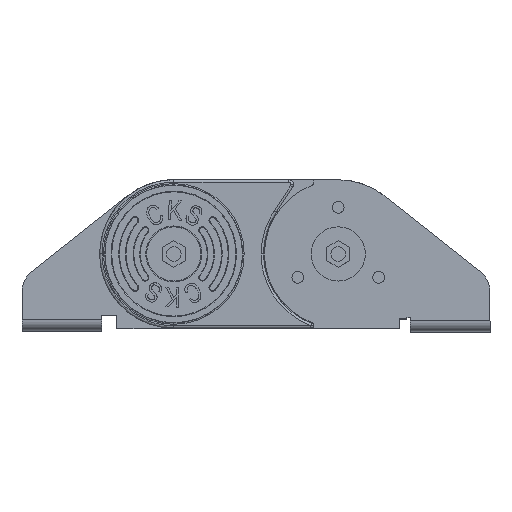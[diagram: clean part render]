
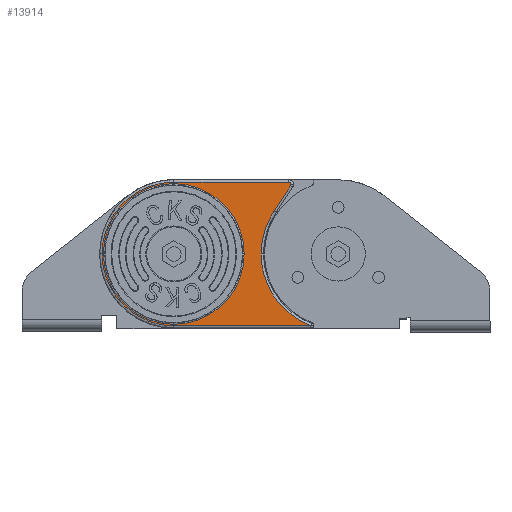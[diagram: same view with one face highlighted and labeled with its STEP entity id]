
A CAD part, top view. The second image highlights one B-rep face of the part: STEP entity #13914.
In plain terms, the highlighted planar face has unit normal (0, 0, 1).
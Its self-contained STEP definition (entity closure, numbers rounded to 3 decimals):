
#696 = CARTESIAN_POINT ( 'NONE',  ( -41.872, -39.593, -18.955 ) ) ;
#1066 = VECTOR ( 'NONE', #42488, 1000. ) ;
#1963 = CARTESIAN_POINT ( 'NONE',  ( 5.074, 8.973, -18.955 ) ) ;
#2178 = VERTEX_POINT ( 'NONE', #35574 ) ;
#3735 = CARTESIAN_POINT ( 'NONE',  ( 21.633, 39.278, -18.955 ) ) ;
#3796 = ORIENTED_EDGE ( 'NONE', *, *, #15139, .T. ) ;
#4227 = CARTESIAN_POINT ( 'NONE',  ( -41.872, -40.929, -18.955 ) ) ;
#5710 = LINE ( 'NONE', #27607, #43119 ) ;
#5903 = VERTEX_POINT ( 'NONE', #32840 ) ;
#6157 = CIRCLE ( 'NONE', #50385, 38.94 ) ;
#7782 = FACE_BOUND ( 'NONE', #14872, .T. ) ;
#7983 = PLANE ( 'NONE',  #16571 ) ;
#8682 =( BOUNDED_CURVE ( )  B_SPLINE_CURVE ( 3, ( #29928, #29428, #49295, #36939 ),
 .UNSPECIFIED., .F., .T. ) 
 B_SPLINE_CURVE_WITH_KNOTS ( ( 4, 4 ),
 ( 0., 0.287 ),
 .UNSPECIFIED. ) 
 CURVE ( )  GEOMETRIC_REPRESENTATION_ITEM ( )  RATIONAL_B_SPLINE_CURVE ( ( 1., 0.9, 0.828, 0.786 ) ) 
 REPRESENTATION_ITEM ( '' )  );
#9308 =( BOUNDED_CURVE ( )  B_SPLINE_CURVE ( 3, ( #45005, #1963, #45165, #37581 ),
 .UNSPECIFIED., .F., .F. ) 
 B_SPLINE_CURVE_WITH_KNOTS ( ( 4, 4 ),
 ( 0.659, 1. ),
 .UNSPECIFIED. ) 
 CURVE ( )  GEOMETRIC_REPRESENTATION_ITEM ( )  RATIONAL_B_SPLINE_CURVE ( ( 0.827, 0.855, 0.913, 1. ) ) 
 REPRESENTATION_ITEM ( '' )  );
#9671 = LINE ( 'NONE', #42326, #1066 ) ;
#9693 = EDGE_CURVE ( 'NONE', #13709, #15694, #9308, .T. ) ;
#10426 = ORIENTED_EDGE ( 'NONE', *, *, #10684, .T. ) ;
#10625 = CARTESIAN_POINT ( 'NONE',  ( -43.256, 39.787, -18.955 ) ) ;
#10684 = EDGE_CURVE ( 'NONE', #2178, #37232, #8682, .T. ) ;
#11776 = VERTEX_POINT ( 'NONE', #44933 ) ;
#12693 = EDGE_CURVE ( 'NONE', #11776, #34517, #23732, .T. ) ;
#13011 = DIRECTION ( 'NONE',  ( 1., 0., 0. ) ) ;
#13487 = ORIENTED_EDGE ( 'NONE', *, *, #12693, .T. ) ;
#13709 = VERTEX_POINT ( 'NONE', #38123 ) ;
#13872 = CARTESIAN_POINT ( 'NONE',  ( -82.946, -26.363, -18.955 ) ) ;
#13914 = ADVANCED_FACE ( 'NONE', ( #26151, #7782 ), #7983, .F. ) ;
#13989 = CARTESIAN_POINT ( 'NONE',  ( 32.677, -39.593, -18.955 ) ) ;
#14055 = ORIENTED_EDGE ( 'NONE', *, *, #16725, .T. ) ;
#14872 = EDGE_LOOP ( 'NONE', ( #3796, #36400 ) ) ;
#15081 = VERTEX_POINT ( 'NONE', #35117 ) ;
#15105 = DIRECTION ( 'NONE',  ( 0., 0., -1. ) ) ;
#15139 = EDGE_CURVE ( 'NONE', #15081, #5903, #40137, .T. ) ;
#15162 = ORIENTED_EDGE ( 'NONE', *, *, #19963, .T. ) ;
#15694 = VERTEX_POINT ( 'NONE', #47622 ) ;
#16361 = ORIENTED_EDGE ( 'NONE', *, *, #30827, .T. ) ;
#16488 = DIRECTION ( 'NONE',  ( -1., 0., 0. ) ) ;
#16571 = AXIS2_PLACEMENT_3D ( 'NONE', #4227, #47374, #16488 ) ;
#16599 = EDGE_LOOP ( 'NONE', ( #16361, #18972, #26306, #15162, #10426, #39370, #14055, #46665, #13487 ) ) ;
#16725 = EDGE_CURVE ( 'NONE', #42658, #38036, #5710, .T. ) ;
#16743 = DIRECTION ( 'NONE',  ( 0., 0., -1. ) ) ;
#16823 = CARTESIAN_POINT ( 'NONE',  ( -43.256, -39.593, -18.955 ) ) ;
#17708 = CARTESIAN_POINT ( 'NONE',  ( 16.145, -33.456, -18.955 ) ) ;
#17964 = CARTESIAN_POINT ( 'NONE',  ( -63.101, -39.593, -18.955 ) ) ;
#18972 = ORIENTED_EDGE ( 'NONE', *, *, #28281, .T. ) ;
#19124 = CARTESIAN_POINT ( 'NONE',  ( 21.046, 39.787, -18.955 ) ) ;
#19963 = EDGE_CURVE ( 'NONE', #15694, #2178, #9671, .T. ) ;
#20492 =( BOUNDED_CURVE ( )  B_SPLINE_CURVE ( 3, ( #30437, #3735, #19124, #46562 ),
 .UNSPECIFIED., .F., .F. ) 
 B_SPLINE_CURVE_WITH_KNOTS ( ( 4, 4 ),
 ( 0.287, 1. ),
 .UNSPECIFIED. ) 
 CURVE ( )  GEOMETRIC_REPRESENTATION_ITEM ( )  RATIONAL_B_SPLINE_CURVE ( ( 0.786, 0.68, 0.751, 1. ) ) 
 REPRESENTATION_ITEM ( '' )  );
#22002 = CARTESIAN_POINT ( 'NONE',  ( 32.677, -39.593, -18.955 ) ) ;
#22427 = CARTESIAN_POINT ( 'NONE',  ( -82.946, 26.557, -18.955 ) ) ;
#23732 =( BOUNDED_CURVE ( )  B_SPLINE_CURVE ( 3, ( #41465, #13872, #17964, #45259 ),
 .UNSPECIFIED., .F., .F. ) 
 B_SPLINE_CURVE_WITH_KNOTS ( ( 4, 4 ),
 ( 0.5, 1. ),
 .UNSPECIFIED. ) 
 CURVE ( )  GEOMETRIC_REPRESENTATION_ITEM ( )  RATIONAL_B_SPLINE_CURVE ( ( 0.5, 0.5, 0.667, 1. ) ) 
 REPRESENTATION_ITEM ( '' )  );
#24013 = DIRECTION ( 'NONE',  ( -1., 0., 0. ) ) ;
#24054 = CARTESIAN_POINT ( 'NONE',  ( 20.31, 39.787, -18.955 ) ) ;
#26151 = FACE_OUTER_BOUND ( 'NONE', #16599, .T. ) ;
#26306 = ORIENTED_EDGE ( 'NONE', *, *, #9693, .T. ) ;
#27607 = CARTESIAN_POINT ( 'NONE',  ( -41.872, 39.787, -18.955 ) ) ;
#28281 = EDGE_CURVE ( 'NONE', #50262, #13709, #42841, .T. ) ;
#29428 = CARTESIAN_POINT ( 'NONE',  ( 21.554, 37.95, -18.955 ) ) ;
#29928 = CARTESIAN_POINT ( 'NONE',  ( 21.419, 37.742, -18.955 ) ) ;
#30437 = CARTESIAN_POINT ( 'NONE',  ( 21.633, 38.464, -18.955 ) ) ;
#30751 = AXIS2_PLACEMENT_3D ( 'NONE', #50241, #15105, #34497 ) ;
#30827 = EDGE_CURVE ( 'NONE', #34517, #50262, #40095, .T. ) ;
#32840 = CARTESIAN_POINT ( 'NONE',  ( -4.315, 0.097, -18.955 ) ) ;
#34497 = DIRECTION ( 'NONE',  ( 0., 1., 0. ) ) ;
#34517 = VERTEX_POINT ( 'NONE', #16823 ) ;
#35117 = CARTESIAN_POINT ( 'NONE',  ( -82.196, 0.097, -18.955 ) ) ;
#35574 = CARTESIAN_POINT ( 'NONE',  ( 21.419, 37.742, -18.955 ) ) ;
#36400 = ORIENTED_EDGE ( 'NONE', *, *, #40976, .T. ) ;
#36762 = CARTESIAN_POINT ( 'NONE',  ( -43.256, 0.097, -18.955 ) ) ;
#36939 = CARTESIAN_POINT ( 'NONE',  ( 21.633, 38.464, -18.955 ) ) ;
#37232 = VERTEX_POINT ( 'NONE', #40252 ) ;
#37581 = CARTESIAN_POINT ( 'NONE',  ( 12.472, 24.008, -18.955 ) ) ;
#37623 = VECTOR ( 'NONE', #13011, 1000. ) ;
#37674 = CARTESIAN_POINT ( 'NONE',  ( -63.101, 39.787, -18.955 ) ) ;
#38036 = VERTEX_POINT ( 'NONE', #41695 ) ;
#38123 = CARTESIAN_POINT ( 'NONE',  ( 5.074, 0.097, -18.955 ) ) ;
#39370 = ORIENTED_EDGE ( 'NONE', *, *, #40365, .T. ) ;
#40095 = LINE ( 'NONE', #696, #37623 ) ;
#40137 = CIRCLE ( 'NONE', #30751, 38.94 ) ;
#40252 = CARTESIAN_POINT ( 'NONE',  ( 21.633, 38.464, -18.955 ) ) ;
#40365 = EDGE_CURVE ( 'NONE', #37232, #42658, #20492, .T. ) ;
#40976 = EDGE_CURVE ( 'NONE', #5903, #15081, #6157, .T. ) ;
#41257 = DIRECTION ( 'NONE',  ( 0., 1., 0. ) ) ;
#41465 = CARTESIAN_POINT ( 'NONE',  ( -82.946, 0.097, -18.955 ) ) ;
#41489 =( BOUNDED_CURVE ( )  B_SPLINE_CURVE ( 3, ( #10625, #37674, #22427, #49339 ),
 .UNSPECIFIED., .F., .F. ) 
 B_SPLINE_CURVE_WITH_KNOTS ( ( 4, 4 ),
 ( 0., 0.5 ),
 .UNSPECIFIED. ) 
 CURVE ( )  GEOMETRIC_REPRESENTATION_ITEM ( )  RATIONAL_B_SPLINE_CURVE ( ( 1., 0.667, 0.5, 0.5 ) ) 
 REPRESENTATION_ITEM ( '' )  );
#41695 = CARTESIAN_POINT ( 'NONE',  ( -43.256, 39.787, -18.955 ) ) ;
#42326 = CARTESIAN_POINT ( 'NONE',  ( -33.417, -46.437, -18.955 ) ) ;
#42488 = DIRECTION ( 'NONE',  ( 0.546, 0.838, 0. ) ) ;
#42658 = VERTEX_POINT ( 'NONE', #24054 ) ;
#42841 =( BOUNDED_CURVE ( )  B_SPLINE_CURVE ( 3, ( #22002, #17708, #45353, #49072 ),
 .UNSPECIFIED., .F., .T. ) 
 B_SPLINE_CURVE_WITH_KNOTS ( ( 4, 4 ),
 ( 0., 0.659 ),
 .UNSPECIFIED. ) 
 CURVE ( )  GEOMETRIC_REPRESENTATION_ITEM ( )  RATIONAL_B_SPLINE_CURVE ( ( 1., 0.831, 0.773, 0.827 ) ) 
 REPRESENTATION_ITEM ( '' )  );
#43119 = VECTOR ( 'NONE', #24013, 1000. ) ;
#44933 = CARTESIAN_POINT ( 'NONE',  ( -82.946, 0.097, -18.955 ) ) ;
#45005 = CARTESIAN_POINT ( 'NONE',  ( 5.074, 0.097, -18.955 ) ) ;
#45165 = CARTESIAN_POINT ( 'NONE',  ( 7.776, 17.146, -18.955 ) ) ;
#45259 = CARTESIAN_POINT ( 'NONE',  ( -43.256, -39.593, -18.955 ) ) ;
#45353 = CARTESIAN_POINT ( 'NONE',  ( 5.074, -18.851, -18.955 ) ) ;
#46562 = CARTESIAN_POINT ( 'NONE',  ( 20.31, 39.787, -18.955 ) ) ;
#46665 = ORIENTED_EDGE ( 'NONE', *, *, #49300, .T. ) ;
#47374 = DIRECTION ( 'NONE',  ( 0., 0., -1. ) ) ;
#47622 = CARTESIAN_POINT ( 'NONE',  ( 12.472, 24.008, -18.955 ) ) ;
#49072 = CARTESIAN_POINT ( 'NONE',  ( 5.074, 0.097, -18.955 ) ) ;
#49295 = CARTESIAN_POINT ( 'NONE',  ( 21.633, 38.196, -18.955 ) ) ;
#49300 = EDGE_CURVE ( 'NONE', #38036, #11776, #41489, .T. ) ;
#49339 = CARTESIAN_POINT ( 'NONE',  ( -82.946, 0.097, -18.955 ) ) ;
#50241 = CARTESIAN_POINT ( 'NONE',  ( -43.256, 0.097, -18.955 ) ) ;
#50262 = VERTEX_POINT ( 'NONE', #13989 ) ;
#50385 = AXIS2_PLACEMENT_3D ( 'NONE', #36762, #16743, #41257 ) ;
